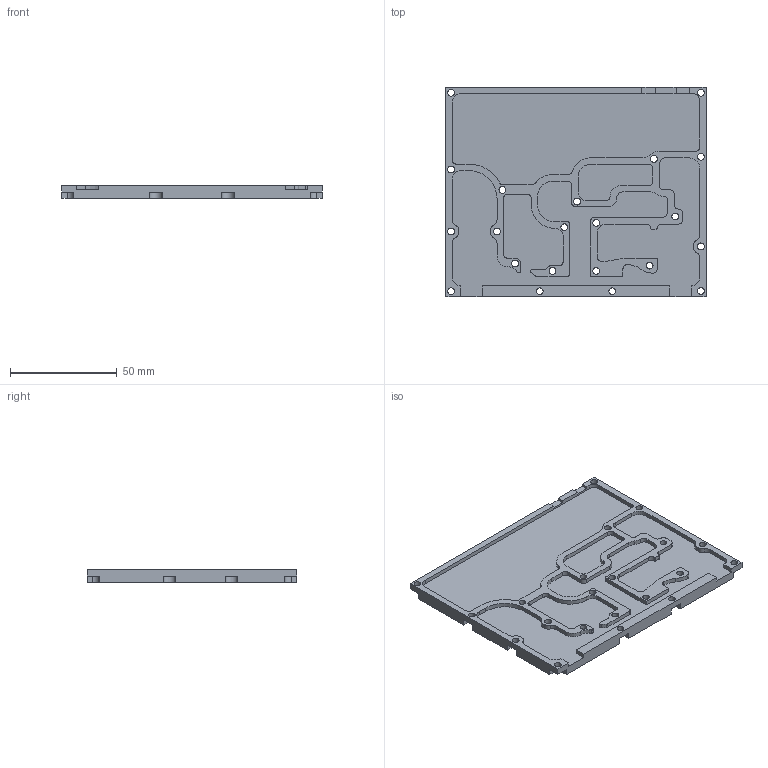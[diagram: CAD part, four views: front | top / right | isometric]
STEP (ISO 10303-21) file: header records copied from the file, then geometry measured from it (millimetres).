
FILE_DESCRIPTION(/* description */ (''),/* implementation_level */ '2;1');
FILE_NAME(/* name */ 'BottomShield.step',/* time_stamp */ '2021-07-08T17:39:42+02:00',/* author */ (''),/* organization */ (''),/* preprocessor_version */ 'ST-DEVELOPER v18.1',/* originating_system */ 'Autodesk Translation Framework v10.9.0.1377',/* authorisation */ '');
FILE_SCHEMA (('AUTOMOTIVE_DESIGN { 1 0 10303 214 3 1 1 }'));
Length unit declared in the file: millimetre
Products named in the file (1): BottomShield
Bounding box: 122 x 98 x 6 mm (x, y, z)
Volume: 51322.7 mm3; surface area: 29961.8 mm2
Topology: 1 solids, 1 shells, 265 faces, 756 edges, 505 vertices
Faces by surface type: plane 140, cylinder 124, bspline 1
Full cylindrical faces by diameter (mm): 3.2 x21, 6 x11
Entity records: 8846 total; most frequent: CARTESIAN_POINT 1564, DIRECTION 1532, ORIENTED_EDGE 1512, EDGE_CURVE 756, AXIS2_PLACEMENT_3D 513, LINE 506, VECTOR 506, VERTEX_POINT 505
